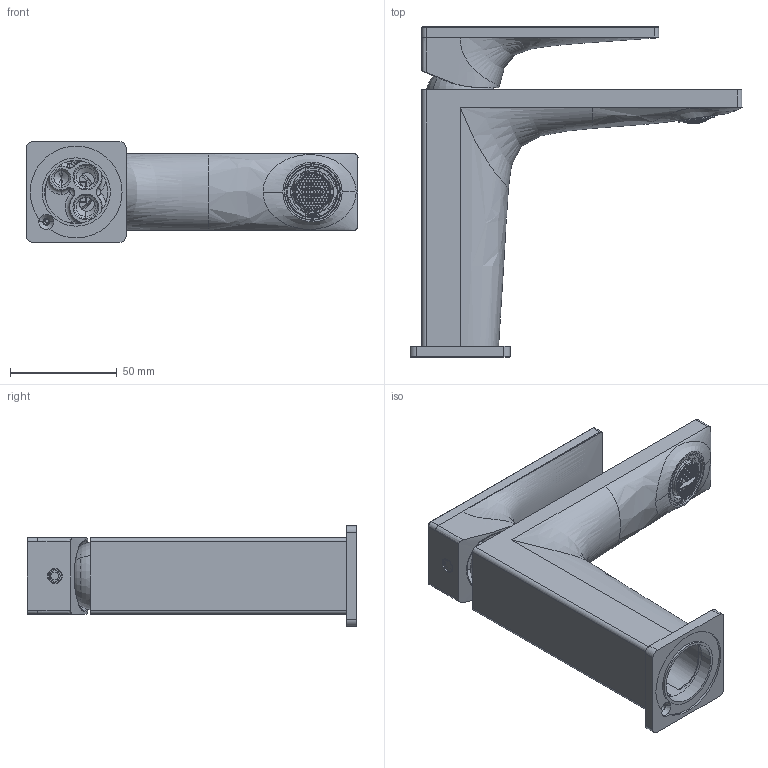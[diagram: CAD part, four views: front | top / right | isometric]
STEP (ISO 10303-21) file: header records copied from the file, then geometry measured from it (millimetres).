
FILE_DESCRIPTION (( 'STEP AP203' ), '1' );
FILE_NAME ('SEVE124118_2--_SEVE124118_3--.STEP', '2018-12-17T09:47:59', ( '' ), ( '' ), 'SwSTEP 2.0', 'SolidWorks 2018', '' );
FILE_SCHEMA (( 'CONFIG_CONTROL_DESIGN' ));
Length unit declared in the file: millimetre
Products named in the file (15): tappino_copriforo_cromato_piatto_38007_000; leva_seven_124001; coprighiera_lavello_Ø34_92010_000; corpo_lavabo_124118_2; anello_aeratore_124004; anello_base_76507_000; aeratori_cache_coin_slot_M24x1; aeratori_cache_coin_slot_M24x1_modificato_82711; SEVE124118_2--_SEVE124118_3--
Assembly tree (7 placements, depth 2):
  tappino_copriforo_cromato_piatto_38007_000
  leva_seven_124001
  coprighiera_lavello_Ø34_92010_000
  corpo_lavabo_124118_2
  anello_aeratore_124004
Bounding box: 155.5 x 154.5 x 47 mm (x, y, z)
Volume: 118523 mm3; surface area: 80994.7 mm2
Topology: 24 solids, 24 shells, 2214 faces, 5960 edges, 3858 vertices
Faces by surface type: plane 969, bspline 672, cylinder 434, cone 73, torus 55, sphere 11
Entity records: 108377 total; most frequent: CARTESIAN_POINT 58016, ORIENTED_EDGE 11870, DIRECTION 7972, EDGE_CURVE 5935, VERTEX_POINT 3858, AXIS2_PLACEMENT_3D 2823, VECTOR 2326, LINE 2326
